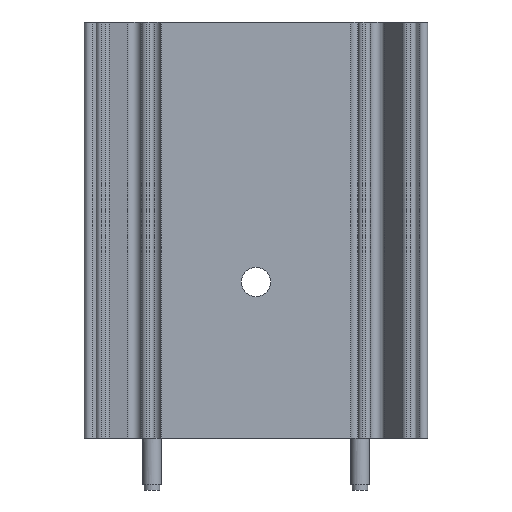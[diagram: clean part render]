
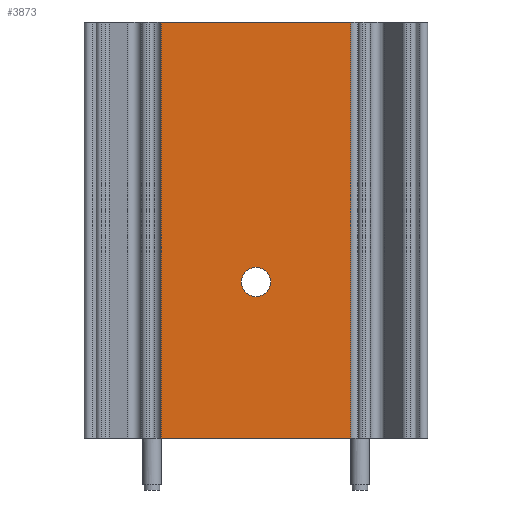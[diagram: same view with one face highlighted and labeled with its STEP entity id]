
A CAD part, front view. The second image highlights one B-rep face of the part: STEP entity #3873.
In plain terms, the highlighted planar face has unit normal (0, -1, 0).
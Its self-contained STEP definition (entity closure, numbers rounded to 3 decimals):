
#1230 = VERTEX_POINT('',#1231);
#1231 = CARTESIAN_POINT('',(-6.244,2.7,0.35));
#1238 = EDGE_CURVE('',#1230,#1239,#1241,.T.);
#1239 = VERTEX_POINT('',#1240);
#1240 = CARTESIAN_POINT('',(16.844,2.7,0.35));
#1241 = LINE('',#1242,#1243);
#1242 = CARTESIAN_POINT('',(-6.244,2.7,0.35));
#1243 = VECTOR('',#1244,1.);
#1244 = DIRECTION('',(1.,0.,0.));
#3778 = VERTEX_POINT('',#3779);
#3779 = CARTESIAN_POINT('',(16.844,2.7,51.15));
#3790 = EDGE_CURVE('',#3778,#1239,#3791,.T.);
#3791 = LINE('',#3792,#3793);
#3792 = CARTESIAN_POINT('',(16.844,2.7,51.15));
#3793 = VECTOR('',#3794,1.);
#3794 = DIRECTION('',(0.,-0.,-1.));
#3873 = ADVANCED_FACE('',(#3874,#3892),#3912,.T.);
#3874 = FACE_BOUND('',#3875,.T.);
#3875 = EDGE_LOOP('',(#3876,#3877,#3885,#3891));
#3876 = ORIENTED_EDGE('',*,*,#3790,.F.);
#3877 = ORIENTED_EDGE('',*,*,#3878,.F.);
#3878 = EDGE_CURVE('',#3879,#3778,#3881,.T.);
#3879 = VERTEX_POINT('',#3880);
#3880 = CARTESIAN_POINT('',(-6.244,2.7,51.15));
#3881 = LINE('',#3882,#3883);
#3882 = CARTESIAN_POINT('',(-6.244,2.7,51.15));
#3883 = VECTOR('',#3884,1.);
#3884 = DIRECTION('',(1.,0.,0.));
#3885 = ORIENTED_EDGE('',*,*,#3886,.F.);
#3886 = EDGE_CURVE('',#1230,#3879,#3887,.T.);
#3887 = LINE('',#3888,#3889);
#3888 = CARTESIAN_POINT('',(-6.244,2.7,0.35));
#3889 = VECTOR('',#3890,1.);
#3890 = DIRECTION('',(0.,0.,1.));
#3891 = ORIENTED_EDGE('',*,*,#1238,.T.);
#3892 = FACE_BOUND('',#3893,.T.);
#3893 = EDGE_LOOP('',(#3894,#3905));
#3894 = ORIENTED_EDGE('',*,*,#3895,.T.);
#3895 = EDGE_CURVE('',#3896,#3898,#3900,.T.);
#3896 = VERTEX_POINT('',#3897);
#3897 = CARTESIAN_POINT('',(3.522,2.7,19.4));
#3898 = VERTEX_POINT('',#3899);
#3899 = CARTESIAN_POINT('',(7.078,2.7,19.4));
#3900 = CIRCLE('',#3901,1.778);
#3901 = AXIS2_PLACEMENT_3D('',#3902,#3903,#3904);
#3902 = CARTESIAN_POINT('',(5.3,2.7,19.4));
#3903 = DIRECTION('',(0.,1.,-0.));
#3904 = DIRECTION('',(-1.,0.,0.));
#3905 = ORIENTED_EDGE('',*,*,#3906,.T.);
#3906 = EDGE_CURVE('',#3898,#3896,#3907,.T.);
#3907 = CIRCLE('',#3908,1.778);
#3908 = AXIS2_PLACEMENT_3D('',#3909,#3910,#3911);
#3909 = CARTESIAN_POINT('',(5.3,2.7,19.4));
#3910 = DIRECTION('',(0.,1.,0.));
#3911 = DIRECTION('',(1.,0.,0.));
#3912 = PLANE('',#3913);
#3913 = AXIS2_PLACEMENT_3D('',#3914,#3915,#3916);
#3914 = CARTESIAN_POINT('',(-7.146,2.7,0.35));
#3915 = DIRECTION('',(0.,-1.,0.));
#3916 = DIRECTION('',(1.,0.,0.));
